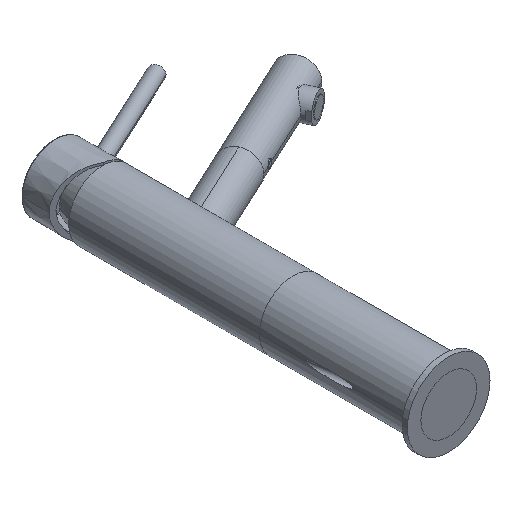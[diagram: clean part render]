
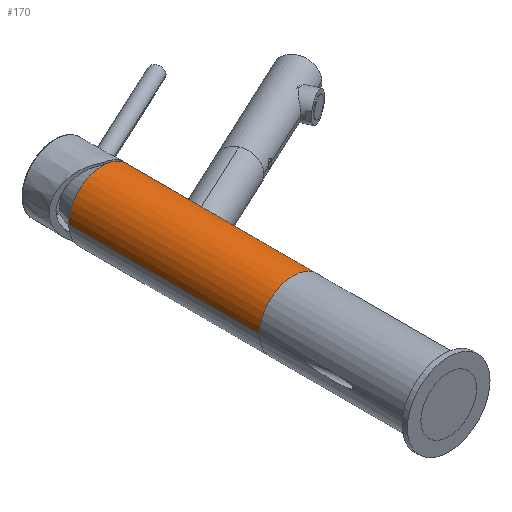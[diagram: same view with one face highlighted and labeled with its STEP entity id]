
A CAD part, isometric view. The second image highlights one B-rep face of the part: STEP entity #170.
In plain terms, the highlighted cylindrical face has radius 22.5 mm (diameter 45 mm), a partial arc.
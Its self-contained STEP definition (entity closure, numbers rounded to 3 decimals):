
#31=CARTESIAN_POINT('',(0.,127.,0.));
#32=DIRECTION('',(0.,1.,0.));
#33=DIRECTION('',(-1.,0.,0.));
#34=AXIS2_PLACEMENT_3D('',#31,#32,#33);
#36=CARTESIAN_POINT('',(22.5,71.463,0.));
#55=CARTESIAN_POINT('',(22.5,92.537,0.));
#57=DIRECTION('',(0.,1.,0.));
#58=VECTOR('',#57,34.463);
#59=CARTESIAN_POINT('',(22.5,92.537,0.));
#60=LINE('',#59,#58);
#66=DIRECTION('',(0.,1.,0.));
#67=VECTOR('',#66,71.463);
#68=CARTESIAN_POINT('',(22.5,0.,0.));
#69=LINE('',#68,#67);
#70=CARTESIAN_POINT('',(22.5,92.537,0.));
#71=CARTESIAN_POINT('',(22.5,92.537,0.547));
#72=CARTESIAN_POINT('',(22.461,92.417,1.623));
#73=CARTESIAN_POINT('',(22.288,91.88,3.204));
#74=CARTESIAN_POINT('',(22.028,91.037,4.657));
#75=CARTESIAN_POINT('',(21.691,89.863,6.031));
#76=CARTESIAN_POINT('',(21.306,88.373,7.267));
#77=CARTESIAN_POINT('',(20.911,86.554,8.324));
#78=CARTESIAN_POINT('',(20.586,84.556,9.088));
#79=CARTESIAN_POINT('',(20.387,82.45,9.521));
#80=CARTESIAN_POINT('',(20.353,80.447,9.591));
#81=CARTESIAN_POINT('',(20.471,78.598,9.34));
#82=CARTESIAN_POINT('',(20.715,76.907,8.793));
#83=CARTESIAN_POINT('',(21.07,75.331,7.92));
#84=CARTESIAN_POINT('',(21.48,73.973,6.745));
#85=CARTESIAN_POINT('',(21.887,72.867,5.299));
#86=CARTESIAN_POINT('',(22.226,72.06,3.645));
#87=CARTESIAN_POINT('',(22.449,71.57,1.845));
#88=CARTESIAN_POINT('',(22.5,71.463,0.621));
#89=CARTESIAN_POINT('',(22.5,71.463,0.));
#91=CARTESIAN_POINT('',(0.,0.,0.));
#92=DIRECTION('',(0.,-1.,0.));
#93=DIRECTION('',(1.,0.,0.));
#94=AXIS2_PLACEMENT_3D('',#91,#92,#93);
#96=DIRECTION('',(0.,1.,0.));
#97=VECTOR('',#96,127.);
#98=CARTESIAN_POINT('',(-22.5,0.,0.));
#99=LINE('',#98,#97);
#100=CARTESIAN_POINT('',(22.5,0.,0.));
#101=CARTESIAN_POINT('',(-22.5,0.,0.));
#102=VERTEX_POINT('',#100);
#103=VERTEX_POINT('',#101);
#104=CARTESIAN_POINT('',(22.5,127.,0.));
#105=CARTESIAN_POINT('',(-22.5,127.,0.));
#106=VERTEX_POINT('',#104);
#107=VERTEX_POINT('',#105);
#108=VERTEX_POINT('',#55);
#109=VERTEX_POINT('',#36);
#155=CARTESIAN_POINT('',(0.,0.,0.));
#156=DIRECTION('',(0.,1.,0.));
#157=DIRECTION('',(1.,0.,0.));
#158=AXIS2_PLACEMENT_3D('',#155,#156,#157);
#159=CYLINDRICAL_SURFACE('',#158,22.5);
#161=ORIENTED_EDGE('',*,*,#160,.T.);
#162=ORIENTED_EDGE('',*,*,#143,.F.);
#164=ORIENTED_EDGE('',*,*,#163,.T.);
#165=ORIENTED_EDGE('',*,*,#139,.T.);
#166=ORIENTED_EDGE('',*,*,#117,.T.);
#167=ORIENTED_EDGE('',*,*,#136,.F.);
#168=EDGE_LOOP('',(#161,#162,#164,#165,#166,#167));
#169=FACE_OUTER_BOUND('',#168,.F.);
#170=ADVANCED_FACE('',(#169),#159,.T.);
#35=CIRCLE('',#34,22.5);
#90=B_SPLINE_CURVE_WITH_KNOTS('',3,(#70,#71,#72,#73,#74,#75,#76,#77,#78,#79,#80,
#81,#82,#83,#84,#85,#86,#87,#88,#89),.UNSPECIFIED.,.F.,.F.,(4,1,1,1,1,1,1,1,1,1,
1,1,1,1,1,1,1,4),(0.,0.059,0.118,0.176,
0.235,0.294,0.353,0.412,
0.471,0.529,0.588,0.647,
0.706,0.765,0.824,0.882,
0.941,1.),.UNSPECIFIED.);
#95=CIRCLE('',#94,22.5);
#117=EDGE_CURVE('',#107,#106,#35,.T.);
#136=EDGE_CURVE('',#108,#106,#60,.T.);
#139=EDGE_CURVE('',#103,#107,#99,.T.);
#143=EDGE_CURVE('',#102,#109,#69,.T.);
#160=EDGE_CURVE('',#108,#109,#90,.T.);
#163=EDGE_CURVE('',#102,#103,#95,.T.);
